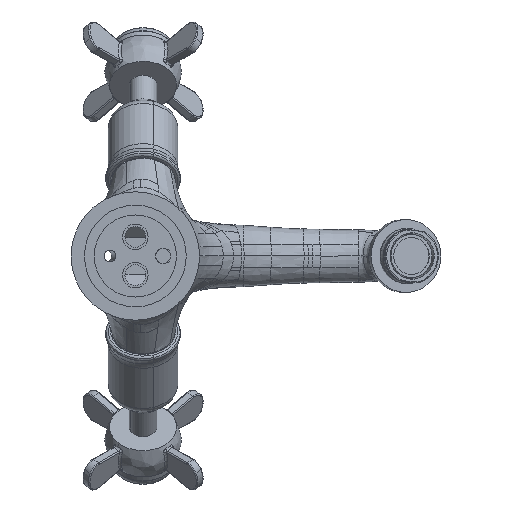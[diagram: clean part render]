
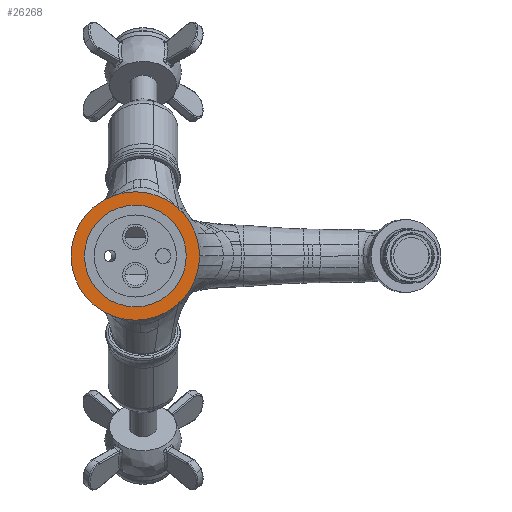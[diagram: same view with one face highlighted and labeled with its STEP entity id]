
A CAD part, front view. The second image highlights one B-rep face of the part: STEP entity #26268.
In plain terms, the highlighted planar face has unit normal (0, -1, 0).
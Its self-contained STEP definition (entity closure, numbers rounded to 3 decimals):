
#13850=CARTESIAN_POINT('',(7.58,-24.577,0.));
#13851=DIRECTION('',(0.,-1.,0.));
#13852=DIRECTION('',(0.,0.,1.));
#13853=AXIS2_PLACEMENT_3D('',#13850,#13851,#13852);
#13855=CARTESIAN_POINT('',(7.58,-24.577,0.));
#13856=DIRECTION('',(0.,-1.,0.));
#13857=DIRECTION('',(0.,0.,-1.));
#13858=AXIS2_PLACEMENT_3D('',#13855,#13856,#13857);
#13860=CARTESIAN_POINT('',(7.58,-24.577,0.));
#13861=DIRECTION('',(0.,1.,0.));
#13862=DIRECTION('',(-1.,0.,0.));
#13863=AXIS2_PLACEMENT_3D('',#13860,#13861,#13862);
#13865=CARTESIAN_POINT('',(7.58,-24.577,0.));
#13866=DIRECTION('',(0.,1.,0.));
#13867=DIRECTION('',(0.,0.,-1.));
#13868=AXIS2_PLACEMENT_3D('',#13865,#13866,#13867);
#13870=CARTESIAN_POINT('',(7.58,-24.577,0.));
#13871=DIRECTION('',(0.,1.,0.));
#13872=DIRECTION('',(0.,0.,1.));
#13873=AXIS2_PLACEMENT_3D('',#13870,#13871,#13872);
#25800=CARTESIAN_POINT('',(7.58,-24.577,27.75));
#25802=VERTEX_POINT('',#25800);
#25804=CARTESIAN_POINT('',(7.58,-24.577,-27.75));
#25806=VERTEX_POINT('',#25804);
#26084=CARTESIAN_POINT('',(7.58,-24.577,22.));
#26086=VERTEX_POINT('',#26084);
#26088=CARTESIAN_POINT('',(7.58,-24.577,-22.));
#26090=VERTEX_POINT('',#26088);
#26095=CARTESIAN_POINT('',(-14.42,-24.577,0.));
#26096=VERTEX_POINT('',#26095);
#26252=CARTESIAN_POINT('',(7.58,-24.577,0.));
#26253=DIRECTION('',(0.,-1.,0.));
#26254=DIRECTION('',(0.,0.,-1.));
#26255=AXIS2_PLACEMENT_3D('',#26252,#26253,#26254);
#26256=PLANE('',#26255);
#26258=ORIENTED_EDGE('',*,*,#26257,.F.);
#26260=ORIENTED_EDGE('',*,*,#26259,.F.);
#26261=EDGE_LOOP('',(#26258,#26260));
#26262=FACE_OUTER_BOUND('',#26261,.F.);
#26263=ORIENTED_EDGE('',*,*,#26231,.F.);
#26264=ORIENTED_EDGE('',*,*,#26229,.F.);
#26265=ORIENTED_EDGE('',*,*,#26245,.F.);
#26266=EDGE_LOOP('',(#26263,#26264,#26265));
#26267=FACE_BOUND('',#26266,.F.);
#26268=ADVANCED_FACE('',(#26262,#26267),#26256,.T.);
#13854=CIRCLE('',#13853,27.75);
#13859=CIRCLE('',#13858,27.75);
#13864=CIRCLE('',#13863,22.);
#13869=CIRCLE('',#13868,22.);
#13874=CIRCLE('',#13873,22.);
#26229=EDGE_CURVE('',#26090,#26096,#13869,.T.);
#26231=EDGE_CURVE('',#26096,#26086,#13864,.T.);
#26245=EDGE_CURVE('',#26086,#26090,#13874,.T.);
#26257=EDGE_CURVE('',#25802,#25806,#13854,.T.);
#26259=EDGE_CURVE('',#25806,#25802,#13859,.T.);
